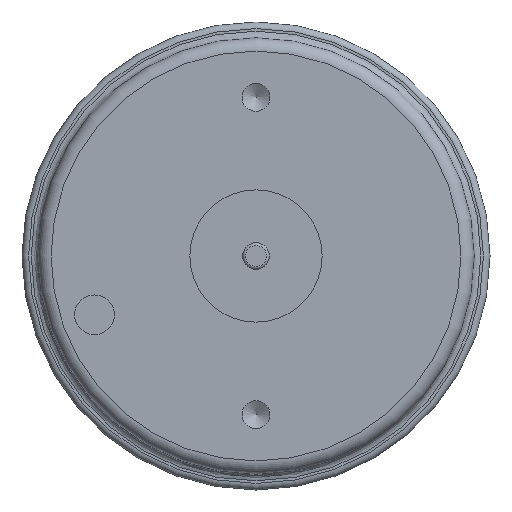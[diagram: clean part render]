
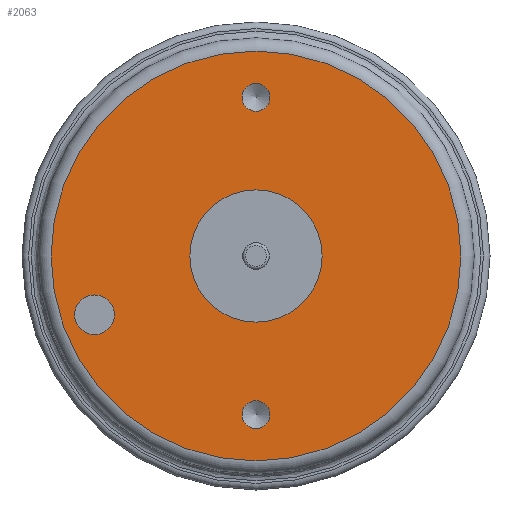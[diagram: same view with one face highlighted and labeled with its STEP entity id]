
A CAD part, front view. The second image highlights one B-rep face of the part: STEP entity #2063.
In plain terms, the highlighted planar face has unit normal (0, -1, 0).
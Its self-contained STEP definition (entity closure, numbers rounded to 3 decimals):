
#1427=CARTESIAN_POINT('',(-10.716,0.0,-4.446));
#1428=VERTEX_POINT('',#1427);
#1429=CARTESIAN_POINT('',(-12.216,0.0,-4.446));
#1430=DIRECTION('',(0.0,1.0,0.0));
#1431=DIRECTION('',(-1.0,0.0,0.0));
#1432=AXIS2_PLACEMENT_3D('',#1429,#1430,#1431);
#1433=CIRCLE('',#1432,1.5);
#1434=EDGE_CURVE('',#1428,#1428,#1433,.T.);
#1512=CARTESIAN_POINT('',(1.057,0.0,-12.));
#1513=VERTEX_POINT('',#1512);
#1514=CARTESIAN_POINT('',(0.0,0.0,-12.));
#1515=DIRECTION('',(0.0,1.0,0.0));
#1516=DIRECTION('',(1.0,0.0,0.0));
#1517=AXIS2_PLACEMENT_3D('',#1514,#1515,#1516);
#1518=CIRCLE('',#1517,1.057);
#1519=EDGE_CURVE('',#1513,#1513,#1518,.T.);
#1591=CARTESIAN_POINT('',(1.057,0.0,12.));
#1592=VERTEX_POINT('',#1591);
#1593=CARTESIAN_POINT('',(0.0,0.0,12.));
#1594=DIRECTION('',(0.0,1.0,0.0));
#1595=DIRECTION('',(1.0,0.0,0.0));
#1596=AXIS2_PLACEMENT_3D('',#1593,#1594,#1595);
#1597=CIRCLE('',#1596,1.057);
#1598=EDGE_CURVE('',#1592,#1592,#1597,.T.);
#1679=CARTESIAN_POINT('',(5.0,0.0,0.));
#1680=VERTEX_POINT('',#1679);
#1681=CARTESIAN_POINT('',(0.0,0.0,0.0));
#1682=DIRECTION('',(0.0,1.0,0.0));
#1683=DIRECTION('',(-1.0,0.0,0.0));
#1684=AXIS2_PLACEMENT_3D('',#1681,#1682,#1683);
#1685=CIRCLE('',#1684,5.0);
#1686=EDGE_CURVE('',#1680,#1680,#1685,.T.);
#2031=CARTESIAN_POINT('',(-15.5,0.0,0.));
#2032=VERTEX_POINT('',#2031);
#2033=CARTESIAN_POINT('',(0.0,0.0,0.0));
#2034=DIRECTION('',(0.0,1.0,0.0));
#2035=DIRECTION('',(1.0,0.0,0.0));
#2036=AXIS2_PLACEMENT_3D('',#2033,#2034,#2035);
#2037=CIRCLE('',#2036,15.5);
#2038=EDGE_CURVE('',#2032,#2032,#2037,.T.);
#2043=CARTESIAN_POINT('',(0.0,0.0,0.0));
#2044=DIRECTION('',(0.0,-1.0,0.0));
#2045=DIRECTION('',(0.0,0.0,-1.0));
#2046=AXIS2_PLACEMENT_3D('',#2043,#2044,#2045);
#2047=PLANE('',#2046);
#2048=ORIENTED_EDGE('',*,*,#2038,.F.);
#2049=EDGE_LOOP('',(#2048));
#2050=FACE_OUTER_BOUND('',#2049,.T.);
#2051=ORIENTED_EDGE('',*,*,#1434,.T.);
#2052=EDGE_LOOP('',(#2051));
#2053=FACE_BOUND('',#2052,.T.);
#2054=ORIENTED_EDGE('',*,*,#1519,.T.);
#2055=EDGE_LOOP('',(#2054));
#2056=FACE_BOUND('',#2055,.T.);
#2057=ORIENTED_EDGE('',*,*,#1598,.T.);
#2058=EDGE_LOOP('',(#2057));
#2059=FACE_BOUND('',#2058,.T.);
#2060=ORIENTED_EDGE('',*,*,#1686,.T.);
#2061=EDGE_LOOP('',(#2060));
#2062=FACE_BOUND('',#2061,.T.);
#2063=ADVANCED_FACE('',(#2050,#2053,#2056,#2059,#2062),#2047,.T.);
